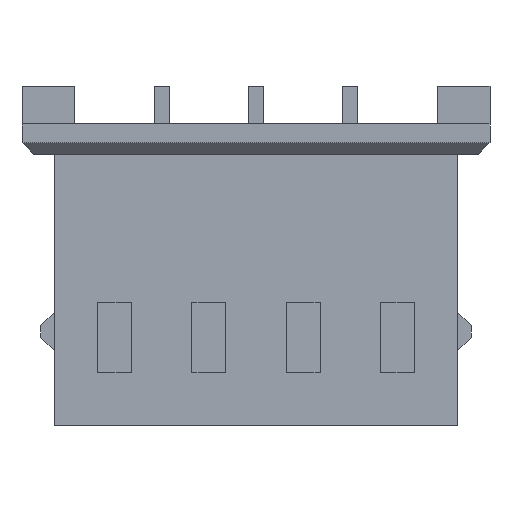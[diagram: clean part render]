
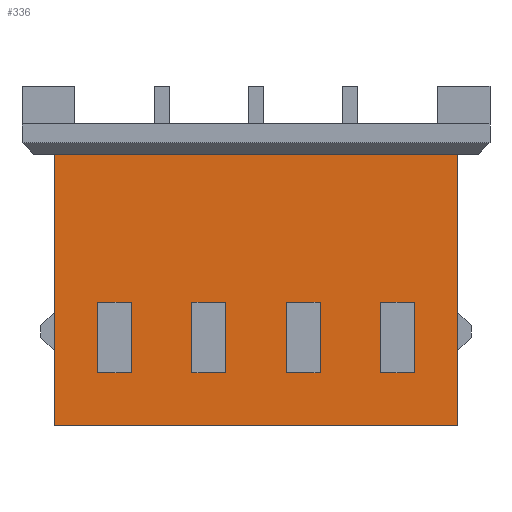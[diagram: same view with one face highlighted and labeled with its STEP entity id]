
A CAD part, front view. The second image highlights one B-rep face of the part: STEP entity #336.
In plain terms, the highlighted planar face has unit normal (0, -1, 0).
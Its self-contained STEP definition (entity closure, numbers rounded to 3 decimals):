
#336 = ADVANCED_FACE( '', ( #723, #724, #725, #726, #727 ), #728, .T. );
#723 = FACE_BOUND( '', #1156, .T. );
#724 = FACE_OUTER_BOUND( '', #1157, .T. );
#725 = FACE_BOUND( '', #1158, .T. );
#726 = FACE_BOUND( '', #1159, .T. );
#727 = FACE_BOUND( '', #1160, .T. );
#728 = PLANE( '', #1161 );
#1156 = EDGE_LOOP( '', ( #2166, #2167, #2168, #2169 ) );
#1157 = EDGE_LOOP( '', ( #2170, #2171, #2172, #2173 ) );
#1158 = EDGE_LOOP( '', ( #2174, #2175, #2176, #2177 ) );
#1159 = EDGE_LOOP( '', ( #2178, #2179, #2180, #2181 ) );
#1160 = EDGE_LOOP( '', ( #2182, #2183, #2184, #2185 ) );
#1161 = AXIS2_PLACEMENT_3D( '', #2186, #2187, #2188 );
#2166 = ORIENTED_EDGE( '', *, *, #2964, .T. );
#2167 = ORIENTED_EDGE( '', *, *, #2931, .T. );
#2168 = ORIENTED_EDGE( '', *, *, #2724, .T. );
#2169 = ORIENTED_EDGE( '', *, *, #3037, .T. );
#2170 = ORIENTED_EDGE( '', *, *, #2683, .F. );
#2171 = ORIENTED_EDGE( '', *, *, #2990, .T. );
#2172 = ORIENTED_EDGE( '', *, *, #3038, .T. );
#2173 = ORIENTED_EDGE( '', *, *, #3039, .T. );
#2174 = ORIENTED_EDGE( '', *, *, #3014, .T. );
#2175 = ORIENTED_EDGE( '', *, *, #3021, .T. );
#2176 = ORIENTED_EDGE( '', *, *, #3040, .T. );
#2177 = ORIENTED_EDGE( '', *, *, #3031, .T. );
#2178 = ORIENTED_EDGE( '', *, *, #2707, .T. );
#2179 = ORIENTED_EDGE( '', *, *, #3041, .T. );
#2180 = ORIENTED_EDGE( '', *, *, #3042, .T. );
#2181 = ORIENTED_EDGE( '', *, *, #2783, .T. );
#2182 = ORIENTED_EDGE( '', *, *, #2951, .T. );
#2183 = ORIENTED_EDGE( '', *, *, #2807, .T. );
#2184 = ORIENTED_EDGE( '', *, *, #3026, .T. );
#2185 = ORIENTED_EDGE( '', *, *, #2844, .T. );
#2186 = CARTESIAN_POINT( '', ( 9.827, -1.65, -4.5 ) );
#2187 = DIRECTION( '', ( 0., -1., 0. ) );
#2188 = DIRECTION( '', ( 0., 0., -1. ) );
#2683 = EDGE_CURVE( '', #3258, #3260, #3261, .T. );
#2707 = EDGE_CURVE( '', #3300, #3298, #3301, .T. );
#2724 = EDGE_CURVE( '', #3329, #3327, #3330, .T. );
#2783 = EDGE_CURVE( '', #3433, #3300, #3434, .T. );
#2807 = EDGE_CURVE( '', #3472, #3470, #3473, .T. );
#2844 = EDGE_CURVE( '', #3533, #3531, #3534, .T. );
#2931 = EDGE_CURVE( '', #3658, #3329, #3659, .T. );
#2951 = EDGE_CURVE( '', #3531, #3472, #3681, .T. );
#2964 = EDGE_CURVE( '', #3695, #3658, #3696, .T. );
#2990 = EDGE_CURVE( '', #3258, #3728, #3730, .T. );
#3014 = EDGE_CURVE( '', #3762, #3760, #3763, .T. );
#3021 = EDGE_CURVE( '', #3760, #3769, #3771, .T. );
#3026 = EDGE_CURVE( '', #3470, #3533, #3776, .T. );
#3031 = EDGE_CURVE( '', #3781, #3762, #3782, .T. );
#3037 = EDGE_CURVE( '', #3327, #3695, #3789, .T. );
#3038 = EDGE_CURVE( '', #3728, #3790, #3791, .T. );
#3039 = EDGE_CURVE( '', #3790, #3260, #3792, .T. );
#3040 = EDGE_CURVE( '', #3769, #3781, #3793, .T. );
#3041 = EDGE_CURVE( '', #3298, #3794, #3795, .T. );
#3042 = EDGE_CURVE( '', #3794, #3433, #3796, .T. );
#3258 = VERTEX_POINT( '', #4080 );
#3260 = VERTEX_POINT( '', #4083 );
#3261 = LINE( '', #4084, #4085 );
#3298 = VERTEX_POINT( '', #4136 );
#3300 = VERTEX_POINT( '', #4139 );
#3301 = LINE( '', #4140, #4141 );
#3327 = VERTEX_POINT( '', #4179 );
#3329 = VERTEX_POINT( '', #4182 );
#3330 = LINE( '', #4183, #4184 );
#3433 = VERTEX_POINT( '', #4336 );
#3434 = LINE( '', #4337, #4338 );
#3470 = VERTEX_POINT( '', #4391 );
#3472 = VERTEX_POINT( '', #4394 );
#3473 = LINE( '', #4395, #4396 );
#3531 = VERTEX_POINT( '', #4482 );
#3533 = VERTEX_POINT( '', #4485 );
#3534 = LINE( '', #4486, #4487 );
#3658 = VERTEX_POINT( '', #4682 );
#3659 = LINE( '', #4683, #4684 );
#3681 = LINE( '', #4718, #4719 );
#3695 = VERTEX_POINT( '', #4740 );
#3696 = LINE( '', #4741, #4742 );
#3728 = VERTEX_POINT( '', #4790 );
#3730 = LINE( '', #4793, #4794 );
#3760 = VERTEX_POINT( '', #4837 );
#3762 = VERTEX_POINT( '', #4840 );
#3763 = LINE( '', #4841, #4842 );
#3769 = VERTEX_POINT( '', #4850 );
#3771 = LINE( '', #4853, #4854 );
#3776 = LINE( '', #4861, #4862 );
#3781 = VERTEX_POINT( '', #4869 );
#3782 = LINE( '', #4870, #4871 );
#3789 = LINE( '', #4881, #4882 );
#3790 = VERTEX_POINT( '', #4883 );
#3791 = LINE( '', #4884, #4885 );
#3792 = LINE( '', #4886, #4887 );
#3793 = LINE( '', #4888, #4889 );
#3794 = VERTEX_POINT( '', #4890 );
#3795 = LINE( '', #4891, #4892 );
#3796 = LINE( '', #4893, #4894 );
#4080 = CARTESIAN_POINT( '', ( 5.35, -1.65, -4.5 ) );
#4083 = CARTESIAN_POINT( '', ( -5.35, -1.65, -4.5 ) );
#4084 = CARTESIAN_POINT( '', ( 9.827, -1.65, -4.5 ) );
#4085 = VECTOR( '', #5078, 1000. );
#4136 = CARTESIAN_POINT( '', ( -1.7, -1.65, -3.1 ) );
#4139 = CARTESIAN_POINT( '', ( -0.8, -1.65, -3.1 ) );
#4140 = CARTESIAN_POINT( '', ( -0.8, -1.65, -3.1 ) );
#4141 = VECTOR( '', #5106, 1000. );
#4179 = CARTESIAN_POINT( '', ( 1.7, -1.65, -1.22 ) );
#4182 = CARTESIAN_POINT( '', ( 0.8, -1.65, -1.22 ) );
#4183 = CARTESIAN_POINT( '', ( 0.8, -1.65, -1.22 ) );
#4184 = VECTOR( '', #5120, 1000. );
#4336 = CARTESIAN_POINT( '', ( -0.8, -1.65, -1.22 ) );
#4337 = CARTESIAN_POINT( '', ( -0.8, -1.65, -1.22 ) );
#4338 = VECTOR( '', #5170, 1000. );
#4391 = CARTESIAN_POINT( '', ( 3.3, -1.65, -1.22 ) );
#4394 = CARTESIAN_POINT( '', ( 3.3, -1.65, -3.1 ) );
#4395 = CARTESIAN_POINT( '', ( 3.3, -1.65, -3.1 ) );
#4396 = VECTOR( '', #5189, 1000. );
#4482 = CARTESIAN_POINT( '', ( 4.2, -1.65, -3.1 ) );
#4485 = CARTESIAN_POINT( '', ( 4.2, -1.65, -1.22 ) );
#4486 = CARTESIAN_POINT( '', ( 4.2, -1.65, -1.22 ) );
#4487 = VECTOR( '', #5219, 1000. );
#4682 = CARTESIAN_POINT( '', ( 0.8, -1.65, -3.1 ) );
#4683 = CARTESIAN_POINT( '', ( 0.8, -1.65, -3.1 ) );
#4684 = VECTOR( '', #5294, 1000. );
#4718 = CARTESIAN_POINT( '', ( 4.2, -1.65, -3.1 ) );
#4719 = VECTOR( '', #5307, 1000. );
#4740 = CARTESIAN_POINT( '', ( 1.7, -1.65, -3.1 ) );
#4741 = CARTESIAN_POINT( '', ( 1.7, -1.65, -3.1 ) );
#4742 = VECTOR( '', #5315, 1000. );
#4790 = CARTESIAN_POINT( '', ( 5.35, -1.65, 2.7 ) );
#4793 = CARTESIAN_POINT( '', ( 5.35, -1.65, -4.5 ) );
#4794 = VECTOR( '', #5333, 1000. );
#4837 = CARTESIAN_POINT( '', ( -4.2, -1.65, -3.1 ) );
#4840 = CARTESIAN_POINT( '', ( -3.3, -1.65, -3.1 ) );
#4841 = CARTESIAN_POINT( '', ( -3.3, -1.65, -3.1 ) );
#4842 = VECTOR( '', #5354, 1000. );
#4850 = CARTESIAN_POINT( '', ( -4.2, -1.65, -1.22 ) );
#4853 = CARTESIAN_POINT( '', ( -4.2, -1.65, -3.1 ) );
#4854 = VECTOR( '', #5358, 1000. );
#4861 = CARTESIAN_POINT( '', ( 3.3, -1.65, -1.22 ) );
#4862 = VECTOR( '', #5361, 1000. );
#4869 = CARTESIAN_POINT( '', ( -3.3, -1.65, -1.22 ) );
#4870 = CARTESIAN_POINT( '', ( -3.3, -1.65, -1.22 ) );
#4871 = VECTOR( '', #5364, 1000. );
#4881 = CARTESIAN_POINT( '', ( 1.7, -1.65, -1.22 ) );
#4882 = VECTOR( '', #5368, 1000. );
#4883 = CARTESIAN_POINT( '', ( -5.35, -1.65, 2.7 ) );
#4884 = CARTESIAN_POINT( '', ( 9.827, -1.65, 2.7 ) );
#4885 = VECTOR( '', #5369, 1000. );
#4886 = CARTESIAN_POINT( '', ( -5.35, -1.65, 2.7 ) );
#4887 = VECTOR( '', #5370, 1000. );
#4888 = CARTESIAN_POINT( '', ( -4.2, -1.65, -1.22 ) );
#4889 = VECTOR( '', #5371, 1000. );
#4890 = CARTESIAN_POINT( '', ( -1.7, -1.65, -1.22 ) );
#4891 = CARTESIAN_POINT( '', ( -1.7, -1.65, -3.1 ) );
#4892 = VECTOR( '', #5372, 1000. );
#4893 = CARTESIAN_POINT( '', ( -1.7, -1.65, -1.22 ) );
#4894 = VECTOR( '', #5373, 1000. );
#5078 = DIRECTION( '', ( -1., 0., 0. ) );
#5106 = DIRECTION( '', ( -1., 0., 0. ) );
#5120 = DIRECTION( '', ( 1., 0., 0. ) );
#5170 = DIRECTION( '', ( 0., 0., -1. ) );
#5189 = DIRECTION( '', ( 0., 0., 1. ) );
#5219 = DIRECTION( '', ( 0., 0., -1. ) );
#5294 = DIRECTION( '', ( 0., 0., 1. ) );
#5307 = DIRECTION( '', ( -1., 0., 0. ) );
#5315 = DIRECTION( '', ( -1., 0., 0. ) );
#5333 = DIRECTION( '', ( 0., 0., 1. ) );
#5354 = DIRECTION( '', ( -1., 0., 0. ) );
#5358 = DIRECTION( '', ( 0., 0., 1. ) );
#5361 = DIRECTION( '', ( 1., 0., 0. ) );
#5364 = DIRECTION( '', ( 0., 0., -1. ) );
#5368 = DIRECTION( '', ( 0., 0., -1. ) );
#5369 = DIRECTION( '', ( -1., 0., 0. ) );
#5370 = DIRECTION( '', ( 0., 0., -1. ) );
#5371 = DIRECTION( '', ( 1., 0., 0. ) );
#5372 = DIRECTION( '', ( 0., 0., 1. ) );
#5373 = DIRECTION( '', ( 1., 0., 0. ) );
